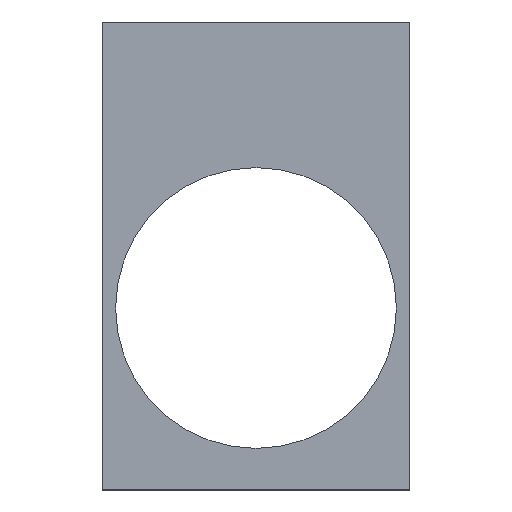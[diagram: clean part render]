
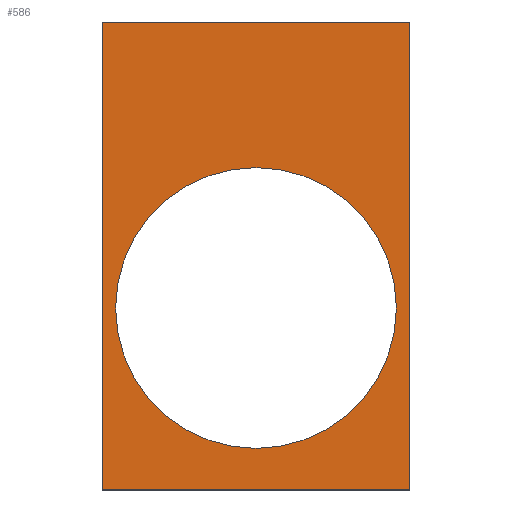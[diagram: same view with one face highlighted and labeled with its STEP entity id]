
A CAD part, top view. The second image highlights one B-rep face of the part: STEP entity #586.
In plain terms, the highlighted planar face has unit normal (0, 0, 1).
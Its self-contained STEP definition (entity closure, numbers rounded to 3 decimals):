
#16=FACE_BOUND('',#94,.T.);
#26=PLANE('',#636);
#59=FACE_OUTER_BOUND('',#93,.T.);
#93=EDGE_LOOP('',(#474,#475,#476,#477));
#94=EDGE_LOOP('',(#478));
#157=LINE('',#898,#236);
#160=LINE('',#903,#239);
#161=LINE('',#906,#240);
#162=LINE('',#907,#241);
#236=VECTOR('',#725,10.);
#239=VECTOR('',#730,10.);
#240=VECTOR('',#733,10.);
#241=VECTOR('',#734,10.);
#275=CIRCLE('',#624,10.5);
#278=VERTEX_POINT('',#814);
#309=VERTEX_POINT('',#895);
#310=VERTEX_POINT('',#897);
#311=VERTEX_POINT('',#901);
#312=VERTEX_POINT('',#905);
#329=EDGE_CURVE('',#278,#278,#275,.T.);
#372=EDGE_CURVE('',#310,#309,#157,.T.);
#375=EDGE_CURVE('',#309,#311,#160,.T.);
#376=EDGE_CURVE('',#312,#310,#161,.T.);
#377=EDGE_CURVE('',#311,#312,#162,.T.);
#474=ORIENTED_EDGE('',*,*,#376,.T.);
#475=ORIENTED_EDGE('',*,*,#372,.T.);
#476=ORIENTED_EDGE('',*,*,#375,.T.);
#477=ORIENTED_EDGE('',*,*,#377,.T.);
#478=ORIENTED_EDGE('',*,*,#329,.T.);
#586=ADVANCED_FACE('',(#59,#16),#26,.T.);
#624=AXIS2_PLACEMENT_3D('',#815,#663,#664);
#636=AXIS2_PLACEMENT_3D('',#904,#731,#732);
#663=DIRECTION('center_axis',(0.,0.,-1.));
#664=DIRECTION('ref_axis',(1.,0.,0.));
#725=DIRECTION('',(0.,-1.,0.));
#730=DIRECTION('',(1.,0.,0.));
#731=DIRECTION('center_axis',(0.,0.,1.));
#732=DIRECTION('ref_axis',(0.,1.,0.));
#733=DIRECTION('',(-1.,0.,0.));
#734=DIRECTION('',(0.,1.,0.));
#814=CARTESIAN_POINT('',(29.,13.61,14.));
#815=CARTESIAN_POINT('Origin',(39.5,13.61,14.));
#895=CARTESIAN_POINT('',(28.,0.,14.));
#897=CARTESIAN_POINT('',(28.,35.,14.));
#898=CARTESIAN_POINT('',(28.,17.5,14.));
#901=CARTESIAN_POINT('',(51.,0.,14.));
#903=CARTESIAN_POINT('',(39.5,0.,14.));
#904=CARTESIAN_POINT('Origin',(39.5,17.5,14.));
#905=CARTESIAN_POINT('',(51.,35.,14.));
#906=CARTESIAN_POINT('',(39.5,35.,14.));
#907=CARTESIAN_POINT('',(51.,17.5,14.));
